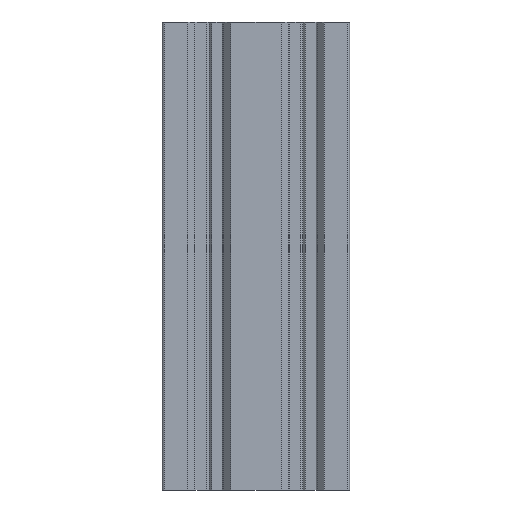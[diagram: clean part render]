
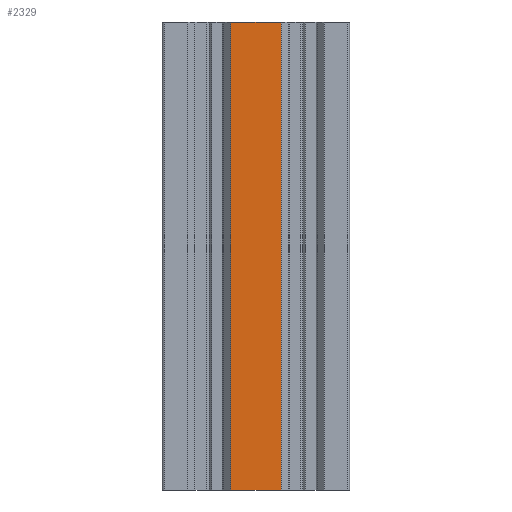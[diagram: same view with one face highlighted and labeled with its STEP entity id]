
A CAD part, front view. The second image highlights one B-rep face of the part: STEP entity #2329.
In plain terms, the highlighted planar face has unit normal (0, -1, 0).
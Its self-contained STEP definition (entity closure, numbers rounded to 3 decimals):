
#85=PLANE('',#2465);
#197=FACE_OUTER_BOUND('',#311,.T.);
#311=EDGE_LOOP('',(#1855,#1856,#1857,#1858));
#403=LINE('',#3182,#727);
#561=LINE('',#3512,#885);
#563=LINE('',#3515,#887);
#564=LINE('',#3516,#888);
#727=VECTOR('',#2589,10.);
#885=VECTOR('',#2867,10.);
#887=VECTOR('',#2871,10.);
#888=VECTOR('',#2872,10.);
#1053=VERTEX_POINT('',#3179);
#1054=VERTEX_POINT('',#3181);
#1165=VERTEX_POINT('',#3509);
#1166=VERTEX_POINT('',#3511);
#1289=EDGE_CURVE('',#1054,#1053,#403,.T.);
#1453=EDGE_CURVE('',#1165,#1166,#561,.T.);
#1455=EDGE_CURVE('',#1165,#1054,#563,.T.);
#1456=EDGE_CURVE('',#1166,#1053,#564,.T.);
#1855=ORIENTED_EDGE('',*,*,#1453,.F.);
#1856=ORIENTED_EDGE('',*,*,#1455,.T.);
#1857=ORIENTED_EDGE('',*,*,#1289,.T.);
#1858=ORIENTED_EDGE('',*,*,#1456,.F.);
#2329=ADVANCED_FACE('',(#197),#85,.F.);
#2465=AXIS2_PLACEMENT_3D('',#3514,#2869,#2870);
#2589=DIRECTION('',(0.,0.,1.));
#2867=DIRECTION('',(0.,0.,1.));
#2869=DIRECTION('center_axis',(0.,1.,0.));
#2870=DIRECTION('ref_axis',(-1.,0.,0.));
#2871=DIRECTION('',(1.,0.,0.));
#2872=DIRECTION('',(1.,0.,0.));
#3179=CARTESIAN_POINT('',(5.42,-10.,50.));
#3181=CARTESIAN_POINT('',(5.42,-10.,-50.));
#3182=CARTESIAN_POINT('',(5.42,-10.,0.));
#3509=CARTESIAN_POINT('',(-5.42,-10.,-50.));
#3511=CARTESIAN_POINT('',(-5.42,-10.,50.));
#3512=CARTESIAN_POINT('',(-5.42,-10.,0.));
#3514=CARTESIAN_POINT('Origin',(0.,-10.,0.));
#3515=CARTESIAN_POINT('',(-5.42,-10.,-50.));
#3516=CARTESIAN_POINT('',(5.42,-10.,50.));
